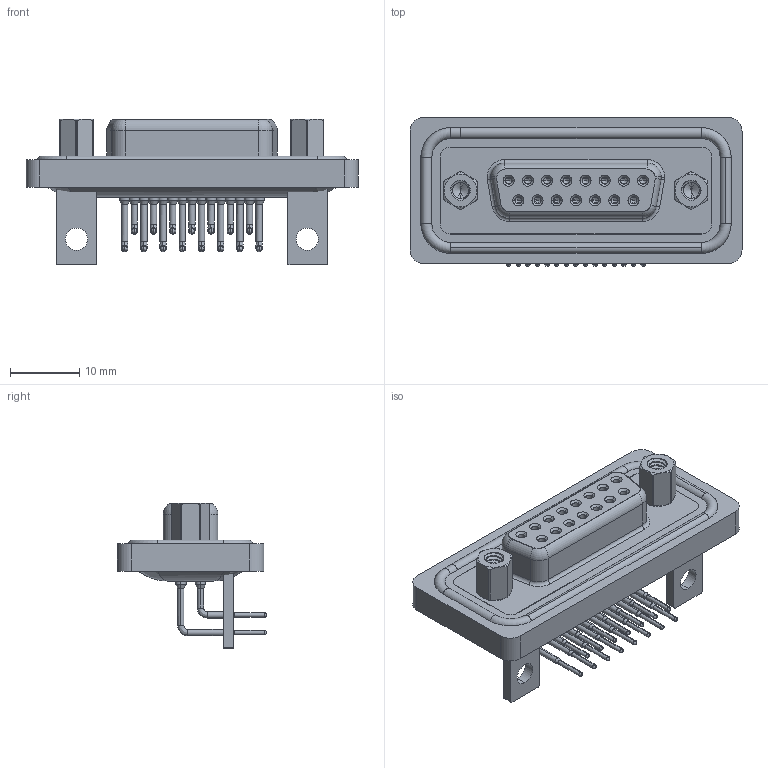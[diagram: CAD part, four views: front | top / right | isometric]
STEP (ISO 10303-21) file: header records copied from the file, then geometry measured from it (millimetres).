
FILE_DESCRIPTION (( 'STEP AP203' ), '1' );
FILE_NAME ('630-W15-340-015.STEP', '2019-08-09T17:51:27', ( '' ), ( '' ), 'SwSTEP 2.0', 'SolidWorks 2016', '' );
FILE_SCHEMA (( 'CONFIG_CONTROL_DESIGN' ));
Length unit declared in the file: millimetre
Products named in the file (9): 630W Shell_15 Contacts; 630W Contact Row 2; 630W Waterproof Housing_15 Contacts; 630W Housing_15 Contacts; 630W Stabilizer Bracket; 630W 4-40 Hex Standoff; 630-W15-340-015; 630W 4-40 Threaded Rivet_Stabilizer; 630W Contact Row 1
Assembly tree (24 placements, depth 2):
  630-W15-340-015
    630W Housing_15 Contacts
    630W Shell_15 Contacts
    630W Contact Row 1  x8
    630W Contact Row 2  x7
    630W 4-40 Threaded Rivet_Stabilizer  x2
    630W 4-40 Hex Standoff  x2
    630W Stabilizer Bracket  x2
    630W Waterproof Housing_15 Contacts
Bounding box: 47.89 x 21.5 x 21.05 mm (x, y, z)
Volume: 5877 mm3; surface area: 10362.6 mm2
Topology: 25 solids, 25 shells, 1294 faces, 3317 edges, 2101 vertices
Faces by surface type: cylinder 615, plane 348, cone 199, bspline 82, torus 50
Entity records: 25355 total; most frequent: CARTESIAN_POINT 8166, DIRECTION 3507, ORIENTED_EDGE 3190, EDGE_CURVE 1595, AXIS2_PLACEMENT_3D 1437, VERTEX_POINT 1024, EDGE_LOOP 793, CIRCLE 777
